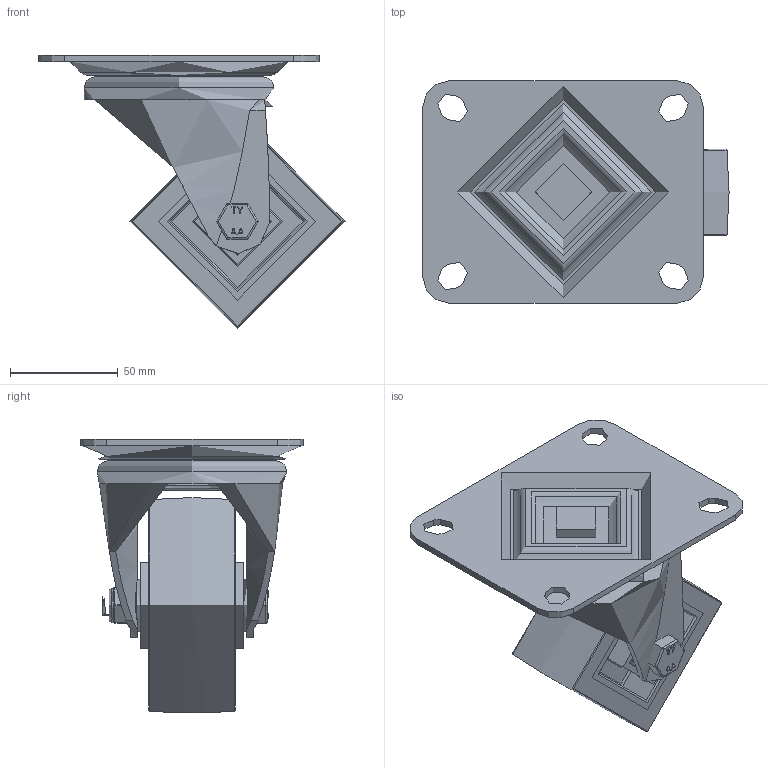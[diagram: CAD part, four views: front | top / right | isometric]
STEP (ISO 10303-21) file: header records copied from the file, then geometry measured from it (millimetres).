
FILE_DESCRIPTION(/* description */ (''),/* implementation_level */ '2;1');
FILE_NAME(/* name */ 'BZH100NPBJLP.step',/* time_stamp */ '2024-05-10T11:16:46+01:00',/* author */ (''),/* organization */ (''),/* preprocessor_version */ 'ST-DEVELOPER v20',/* originating_system */ 'Autodesk Translation Framework v12.20.1.177',/* authorisation */ '');
FILE_SCHEMA (('AUTOMOTIVE_DESIGN { 1 0 10303 214 3 1 1 }'));
Length unit declared in the file: millimetre
Products named in the file (29): BZH100NPBJLP; BZH100ASLP v1; ZINC PLATED PRESSED STEEL FORK; ZINC PLATED PRESSED STEEL TOP PLATE; BZH100WNPBJM15 v1; POLYURETHANE TYRE; NYLON RIM; BEARING6002; Pattern; BEARING6002 (1); Pattern (1); Component1; METAL; METAL2; MIDDLE; RUBBER; BEARING SPACER; TUBEM15X50 v1; ZINC PLATED AXLE TUBE; WP15X25X2BLK v1; NYLON WASHER; WP15X25X2BLK v1 (1); NYLON WASHER (1); HEXBOLTM10X70Z8.8 v2; GRADE 8.8 THREADED ZINC PLATED BOLT; NYLOCM10Z v1; NYLOC NUT; RUBBER (1); NUT
Assembly tree (51 placements, depth 5):
  BZH100NPBJLP
    BZH100ASLP v1
      ZINC PLATED PRESSED STEEL FORK
      ZINC PLATED PRESSED STEEL TOP PLATE
    BZH100WNPBJM15 v1
      POLYURETHANE TYRE
      NYLON RIM
      BEARING6002
        METAL
        METAL2
        Pattern
          Component1  x9
        MIDDLE
        RUBBER  x2
      BEARING6002 (1)
        Pattern (1)
          Component1  x9
        METAL
        METAL2
        MIDDLE
        RUBBER  x2
      BEARING SPACER
    TUBEM15X50 v1
      ZINC PLATED AXLE TUBE
    WP15X25X2BLK v1
      NYLON WASHER
    WP15X25X2BLK v1 (1)
      NYLON WASHER (1)
    HEXBOLTM10X70Z8.8 v2
      GRADE 8.8 THREADED ZINC PLATED BOLT
    NYLOCM10Z v1
      NYLOC NUT
        RUBBER (1)
        NUT
Bounding box: 142 x 103 x 127.03 mm (x, y, z)
Volume: 339462.8 mm3; surface area: 150239 mm2
Topology: 39 solids, 39 shells, 1078 faces, 2682 edges, 1744 vertices
Faces by surface type: bspline 399, plane 367, cylinder 187, sphere 66, torus 37, cone 22
Full cylindrical faces by diameter (mm): 8.141 x18, 9.85 x19, 10 x3, 10.5 x3, 12 x2, 15 x4, 15.75 x2, 16 x2, 19 x3, 20 x4, 20.5 x4, 21.5 x4, 25 x2, 26 x1, 26.8 x4, 28 x3, 28.2 x8, 30 x2, 32 x4, 36 x1, 40 x2, 63 x2, 73 x2, 82 x1, 88 x1
Entity records: 23977 total; most frequent: CARTESIAN_POINT 10665, ORIENTED_EDGE 2686, DIRECTION 2398, EDGE_CURVE 1343, AXIS2_PLACEMENT_3D 949, VERTEX_POINT 864, EDGE_LOOP 672, FACE_OUTER_BOUND 563
